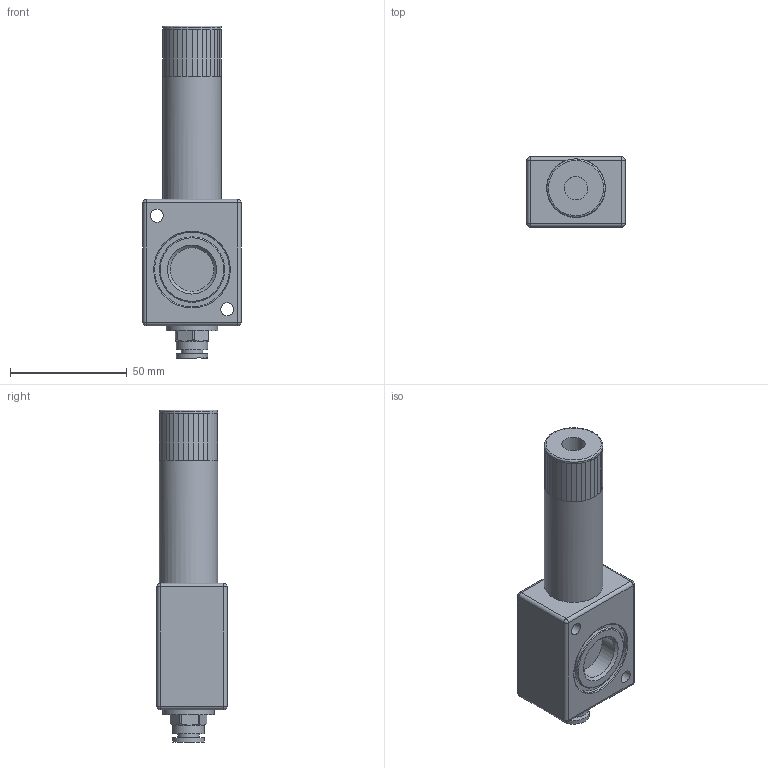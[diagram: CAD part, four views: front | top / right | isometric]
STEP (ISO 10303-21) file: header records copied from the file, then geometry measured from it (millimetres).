
FILE_DESCRIPTION(/* description */ (''),/* implementation_level */ '2;1');
FILE_NAME(/* name */ 'evk3bsqplv.stp',/* time_stamp */ '2022-06-02T09:09:45+02:00',/* author */ ('enginyeria'),/* organization */ (''),/* preprocessor_version */ 'ST-DEVELOPER v17.2',/* originating_system */ 'Autodesk Inventor 2019',/* authorisation */ '');
FILE_SCHEMA (('AUTOMOTIVE_DESIGN { 1 0 10303 214 3 1 1 }'));
Length unit declared in the file: metre
Products named in the file (1): Pieza5
Bounding box: 42 x 30 x 141.9 mm (x, y, z)
Volume: 94657.1 mm3; surface area: 21512.8 mm2
Topology: 1 solids, 1 shells, 193 faces, 380 edges, 198 vertices
Faces by surface type: plane 143, cylinder 35, sphere 8, cone 6, torus 1
Full cylindrical faces by diameter (mm): 4.134 x1, 5.5 x2, 8 x1, 9 x2, 9.2 x1, 10 x1, 10.5 x1, 13.6 x2, 18.631 x1, 22 x1, 25 x2, 28 x1, 32 x1
Entity records: 4850 total; most frequent: DIRECTION 939, CARTESIAN_POINT 786, ORIENTED_EDGE 760, EDGE_CURVE 380, AXIS2_PLACEMENT_3D 372, EDGE_LOOP 208, VERTEX_POINT 198, LINE 195
